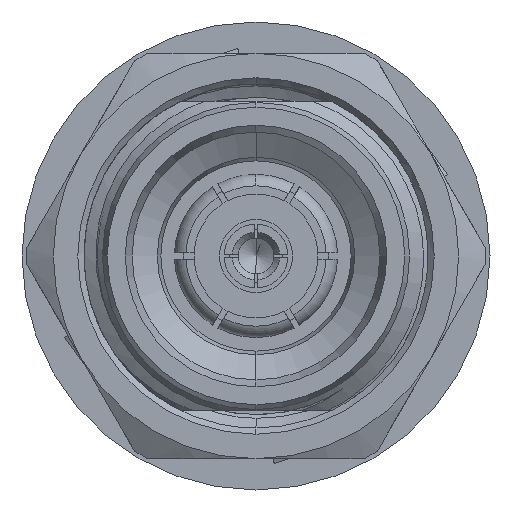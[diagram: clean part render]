
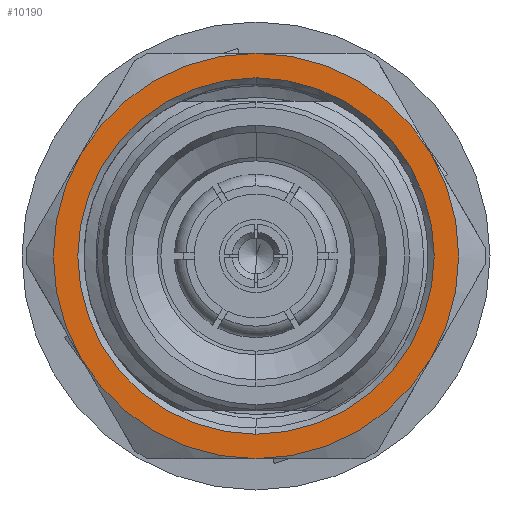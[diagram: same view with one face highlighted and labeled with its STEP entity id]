
A CAD part, left-side view. The second image highlights one B-rep face of the part: STEP entity #10190.
In plain terms, the highlighted planar face has unit normal (-1, 0, 0).
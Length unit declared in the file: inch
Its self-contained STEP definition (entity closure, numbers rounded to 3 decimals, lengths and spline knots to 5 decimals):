
#79 = DIRECTION ( 'NONE',  ( -1., 0., 0. ) ) ;
#201 = CIRCLE ( 'NONE', #5048, 0.3248 ) ;
#1248 = AXIS2_PLACEMENT_3D ( 'NONE', #23283, #30480, #11886 ) ;
#1367 = CARTESIAN_POINT ( 'NONE',  ( 0.56614, 0.28129, 0.1624 ) ) ;
#2233 = VERTEX_POINT ( 'NONE', #26904 ) ;
#2509 = DIRECTION ( 'NONE',  ( 1., 0., 0. ) ) ;
#3143 = EDGE_CURVE ( 'NONE', #2233, #17146, #44949, .T. ) ;
#3997 = EDGE_CURVE ( 'NONE', #30677, #40756, #201, .T. ) ;
#4105 = EDGE_CURVE ( 'NONE', #38080, #17146, #28147, .T. ) ;
#5048 = AXIS2_PLACEMENT_3D ( 'NONE', #45390, #2509, #31596 ) ;
#5434 = DIRECTION ( 'NONE',  ( 0., 0., -1. ) ) ;
#6075 = CIRCLE ( 'NONE', #37249, 0.3248 ) ;
#6133 = CIRCLE ( 'NONE', #28446, 0.28559 ) ;
#8980 = CARTESIAN_POINT ( 'NONE',  ( 0.56614, 0., -0.28559 ) ) ;
#10190 = ADVANCED_FACE ( 'NONE', ( #23621, #35927 ), #12815, .F. ) ;
#11177 = ORIENTED_EDGE ( 'NONE', *, *, #3143, .T. ) ;
#11432 = AXIS2_PLACEMENT_3D ( 'NONE', #15704, #30084, #19288 ) ;
#11886 = DIRECTION ( 'NONE',  ( 0., 0., -1. ) ) ;
#12020 = EDGE_CURVE ( 'NONE', #2233, #19151, #40333, .T. ) ;
#12111 = CIRCLE ( 'NONE', #27262, 0.3248 ) ;
#12815 = PLANE ( 'NONE',  #29982 ) ;
#13804 = CIRCLE ( 'NONE', #1248, 0.28559 ) ;
#14515 = CARTESIAN_POINT ( 'NONE',  ( 0.56614, 0., -0.3248 ) ) ;
#15704 = CARTESIAN_POINT ( 'NONE',  ( 0.56614, 0., 0. ) ) ;
#15771 = CARTESIAN_POINT ( 'NONE',  ( 0.56614, 0., 0. ) ) ;
#15964 = DIRECTION ( 'NONE',  ( 0., 0., -1. ) ) ;
#17146 = VERTEX_POINT ( 'NONE', #1367 ) ;
#17839 = DIRECTION ( 'NONE',  ( 0., 0., -1. ) ) ;
#18197 = ORIENTED_EDGE ( 'NONE', *, *, #4105, .F. ) ;
#18204 = ORIENTED_EDGE ( 'NONE', *, *, #3997, .F. ) ;
#18555 = DIRECTION ( 'NONE',  ( 0., 0., -1. ) ) ;
#18842 = CARTESIAN_POINT ( 'NONE',  ( 0.56614, 0., 0. ) ) ;
#19151 = VERTEX_POINT ( 'NONE', #27017 ) ;
#19288 = DIRECTION ( 'NONE',  ( 0., 0., -1. ) ) ;
#19401 = DIRECTION ( 'NONE',  ( 1., 0., 0. ) ) ;
#20459 = EDGE_CURVE ( 'NONE', #19151, #30677, #6075, .T. ) ;
#20757 = VERTEX_POINT ( 'NONE', #8980 ) ;
#21082 = ORIENTED_EDGE ( 'NONE', *, *, #45858, .T. ) ;
#21269 = DIRECTION ( 'NONE',  ( 1., 0., 0. ) ) ;
#23283 = CARTESIAN_POINT ( 'NONE',  ( 0.56614, 0., 0. ) ) ;
#23621 = FACE_BOUND ( 'NONE', #45564, .T. ) ;
#25403 = AXIS2_PLACEMENT_3D ( 'NONE', #32591, #79, #39448 ) ;
#25844 = EDGE_CURVE ( 'NONE', #40756, #38080, #12111, .T. ) ;
#26904 = CARTESIAN_POINT ( 'NONE',  ( 0.56614, 0., 0.3248 ) ) ;
#27009 = CARTESIAN_POINT ( 'NONE',  ( 0.56614, 0., 0. ) ) ;
#27017 = CARTESIAN_POINT ( 'NONE',  ( 0.56614, -0.28129, 0.1624 ) ) ;
#27262 = AXIS2_PLACEMENT_3D ( 'NONE', #18842, #29480, #43246 ) ;
#28147 = CIRCLE ( 'NONE', #29915, 0.3248 ) ;
#28446 = AXIS2_PLACEMENT_3D ( 'NONE', #27009, #33735, #5434 ) ;
#28547 = EDGE_LOOP ( 'NONE', ( #32844, #18204, #39371, #29245, #11177, #18197 ) ) ;
#29245 = ORIENTED_EDGE ( 'NONE', *, *, #12020, .F. ) ;
#29480 = DIRECTION ( 'NONE',  ( 1., 0., 0. ) ) ;
#29915 = AXIS2_PLACEMENT_3D ( 'NONE', #39080, #21269, #17839 ) ;
#29982 = AXIS2_PLACEMENT_3D ( 'NONE', #30496, #19401, #15964 ) ;
#30084 = DIRECTION ( 'NONE',  ( 1., 0., 0. ) ) ;
#30480 = DIRECTION ( 'NONE',  ( 1., 0., 0. ) ) ;
#30496 = CARTESIAN_POINT ( 'NONE',  ( 0.56614, 0., 0. ) ) ;
#30677 = VERTEX_POINT ( 'NONE', #36994 ) ;
#31596 = DIRECTION ( 'NONE',  ( 0., 0., -1. ) ) ;
#32591 = CARTESIAN_POINT ( 'NONE',  ( 0.56614, 0., 0. ) ) ;
#32844 = ORIENTED_EDGE ( 'NONE', *, *, #25844, .F. ) ;
#33735 = DIRECTION ( 'NONE',  ( 1., 0., 0. ) ) ;
#35927 = FACE_OUTER_BOUND ( 'NONE', #28547, .T. ) ;
#36994 = CARTESIAN_POINT ( 'NONE',  ( 0.56614, -0.28129, -0.1624 ) ) ;
#37249 = AXIS2_PLACEMENT_3D ( 'NONE', #15771, #45330, #18555 ) ;
#38080 = VERTEX_POINT ( 'NONE', #43285 ) ;
#39080 = CARTESIAN_POINT ( 'NONE',  ( 0.56614, 0., 0. ) ) ;
#39161 = ORIENTED_EDGE ( 'NONE', *, *, #39700, .T. ) ;
#39371 = ORIENTED_EDGE ( 'NONE', *, *, #20459, .F. ) ;
#39448 = DIRECTION ( 'NONE',  ( 0., 0., 1. ) ) ;
#39700 = EDGE_CURVE ( 'NONE', #40272, #20757, #6133, .T. ) ;
#40272 = VERTEX_POINT ( 'NONE', #42443 ) ;
#40333 = CIRCLE ( 'NONE', #11432, 0.3248 ) ;
#40756 = VERTEX_POINT ( 'NONE', #14515 ) ;
#42443 = CARTESIAN_POINT ( 'NONE',  ( 0.56614, 0., 0.28559 ) ) ;
#43246 = DIRECTION ( 'NONE',  ( 0., 0., -1. ) ) ;
#43285 = CARTESIAN_POINT ( 'NONE',  ( 0.56614, 0.28129, -0.1624 ) ) ;
#44949 = CIRCLE ( 'NONE', #25403, 0.3248 ) ;
#45330 = DIRECTION ( 'NONE',  ( 1., 0., 0. ) ) ;
#45390 = CARTESIAN_POINT ( 'NONE',  ( 0.56614, 0., 0. ) ) ;
#45564 = EDGE_LOOP ( 'NONE', ( #39161, #21082 ) ) ;
#45858 = EDGE_CURVE ( 'NONE', #20757, #40272, #13804, .T. ) ;
